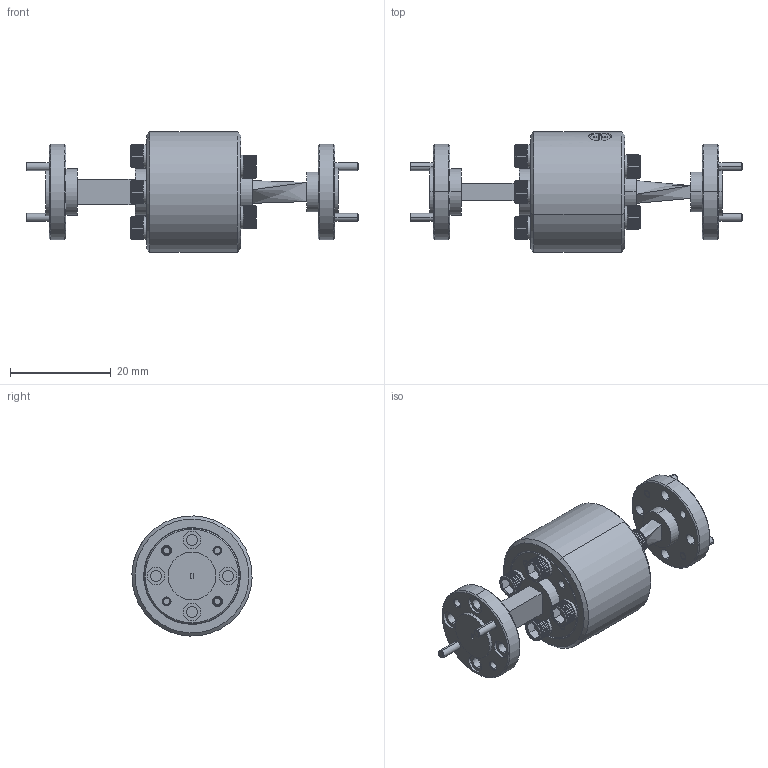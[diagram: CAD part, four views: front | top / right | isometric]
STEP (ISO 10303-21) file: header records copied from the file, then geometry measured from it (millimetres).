
FILE_DESCRIPTION (( 'STEP AP203' ), '1' );
FILE_NAME ('STF-04-S1.STEP', '2019-07-01T22:53:03', ( '' ), ( '' ), 'SwSTEP 2.0', 'SolidWorks 2016', '' );
FILE_SCHEMA (( 'CONFIG_CONTROL_DESIGN' ));
Length unit declared in the file: inch
Products named in the file (1): STF-04-S1
Bounding box: 65.91 x 23.86 x 23.86 mm (x, y, z)
Volume: 11347.4 mm3; surface area: 8597.1 mm2
Topology: 28 solids, 28 shells, 1601 faces, 4285 edges, 2800 vertices
Faces by surface type: plane 936, cylinder 514, cone 128, torus 16, bspline 7
Entity records: 53112 total; most frequent: CARTESIAN_POINT 15172, ORIENTED_EDGE 8566, DIRECTION 6988, EDGE_CURVE 4283, VERTEX_POINT 2800, AXIS2_PLACEMENT_3D 2670, EDGE_LOOP 1727, VECTOR 1648
